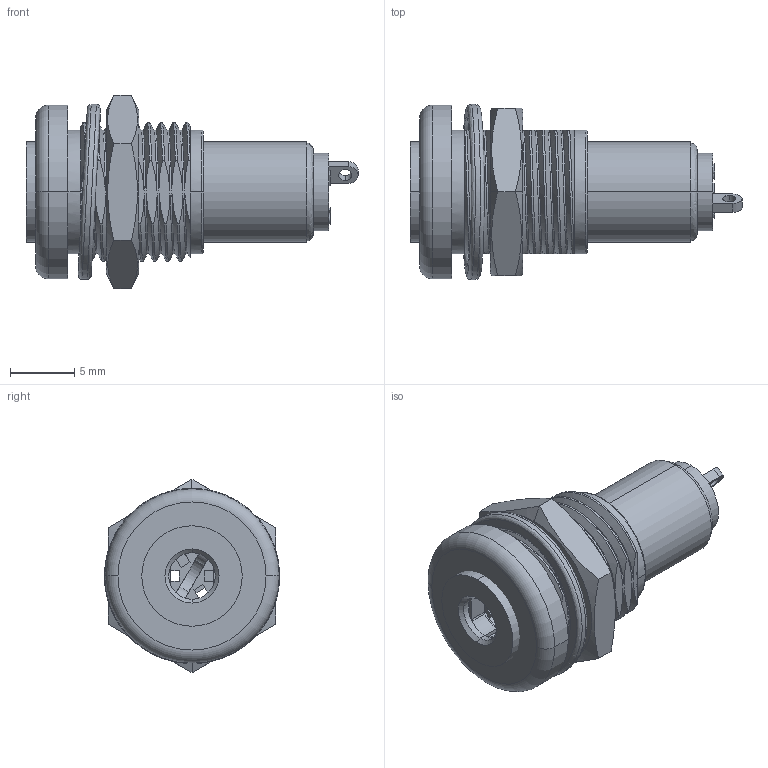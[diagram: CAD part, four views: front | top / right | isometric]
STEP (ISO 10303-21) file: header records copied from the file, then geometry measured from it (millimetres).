
FILE_DESCRIPTION (( 'STEP AP203' ), '1' );
FILE_NAME ('54-00171_revA.STEP', '2019-11-12T22:02:25', ( '' ), ( '' ), 'SwSTEP 2.0', 'SolidWorks 2015', '' );
FILE_SCHEMA (( 'CONFIG_CONTROL_DESIGN' ));
Length unit declared in the file: millimetre
Products named in the file (9): 56-00000; 50-00944_Spring fork; 56-00001; 50-00944; 54-00171_revA; 50-00944_Shell; 24-00287_Audio Jacks; 50-00944_Spring contact; 50-00944_Insulator
Assembly tree (8 placements, depth 3):
  54-00171_revA
    50-00944
      50-00944_Shell
      50-00944_Spring contact
      50-00944_Spring fork
      50-00944_Insulator
    24-00287_Audio Jacks
    56-00000
    56-00001
Bounding box: 25.78 x 13.6 x 15.01 mm (x, y, z)
Volume: 1556.2 mm3; surface area: 3791.3 mm2
Topology: 7 solids, 7 shells, 356 faces, 980 edges, 645 vertices
Faces by surface type: plane 122, bspline 117, cylinder 107, cone 6, torus 4
Entity records: 35694 total; most frequent: CARTESIAN_POINT 26672, ORIENTED_EDGE 1960, DIRECTION 1334, EDGE_CURVE 980, VERTEX_POINT 645, LINE 452, VECTOR 452, AXIS2_PLACEMENT_3D 441
